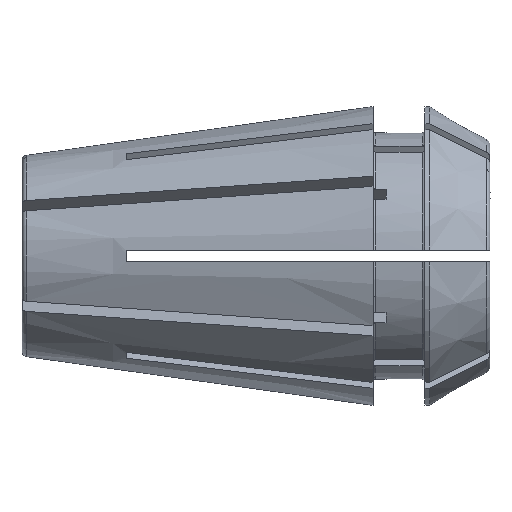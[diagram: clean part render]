
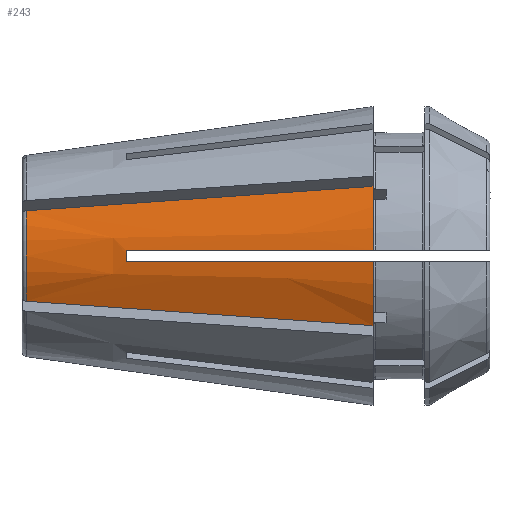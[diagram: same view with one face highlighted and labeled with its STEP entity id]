
A CAD part, front view. The second image highlights one B-rep face of the part: STEP entity #243.
In plain terms, the highlighted conical face has half-angle 8 degrees and reference radius 5.718 mm.
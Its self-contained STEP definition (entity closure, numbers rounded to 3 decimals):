
#243 = ADVANCED_FACE( '', ( #605 ), #606, .T. );
#605 = FACE_OUTER_BOUND( '', #1084, .T. );
#606 = CONICAL_SURFACE( '', #1085, 5.718, 0.14 );
#1084 = EDGE_LOOP( '', ( #1783, #1784, #1785, #1786, #1787, #1788, #1789, #1790 ) );
#1085 = AXIS2_PLACEMENT_3D( '', #1791, #1792, #1793 );
#1783 = ORIENTED_EDGE( '', *, *, #3199, .F. );
#1784 = ORIENTED_EDGE( '', *, *, #3210, .F. );
#1785 = ORIENTED_EDGE( '', *, *, #3211, .T. );
#1786 = ORIENTED_EDGE( '', *, *, #3212, .T. );
#1787 = ORIENTED_EDGE( '', *, *, #3213, .F. );
#1788 = ORIENTED_EDGE( '', *, *, #3214, .T. );
#1789 = ORIENTED_EDGE( '', *, *, #3189, .T. );
#1790 = ORIENTED_EDGE( '', *, *, #3215, .T. );
#1791 = CARTESIAN_POINT( '', ( -0.228, 0., 0. ) );
#1792 = DIRECTION( '', ( 1., 0., 0. ) );
#1793 = DIRECTION( '', ( 0., 0., -1. ) );
#3189 = EDGE_CURVE( '', #3946, #3944, #3947, .T. );
#3199 = EDGE_CURVE( '', #3961, #3963, #3964, .T. );
#3210 = EDGE_CURVE( '', #3979, #3961, #3980, .T. );
#3211 = EDGE_CURVE( '', #3979, #3981, #3982, .T. );
#3212 = EDGE_CURVE( '', #3981, #3983, #3984, .T. );
#3213 = EDGE_CURVE( '', #3985, #3983, #3986, .T. );
#3214 = EDGE_CURVE( '', #3985, #3946, #3987, .T. );
#3215 = EDGE_CURVE( '', #3944, #3963, #3988, .T. );
#3944 = VERTEX_POINT( '', #5310 );
#3946 = VERTEX_POINT( '', #5313 );
#3947 = B_SPLINE_CURVE_WITH_KNOTS( '', 3, ( #5314, #5315, #5316, #5317, #5318, #5319, #5320, #5321, #5322, #5323 ), .UNSPECIFIED., .F., .F., ( 4, 3, 3, 4 ), ( 0.007, 0.008, 0.016, 0.016 ), .UNSPECIFIED. );
#3961 = VERTEX_POINT( '', #5346 );
#3963 = VERTEX_POINT( '', #5353 );
#3964 = B_SPLINE_CURVE_WITH_KNOTS( '', 3, ( #5354, #5355, #5356, #5357, #5358, #5359, #5360 ), .UNSPECIFIED., .F., .F., ( 4, 3, 4 ), ( 0., 0.007, 0.013 ), .UNSPECIFIED. );
#3979 = VERTEX_POINT( '', #5413 );
#3980 = CIRCLE( '', #5414, 3.877 );
#3981 = VERTEX_POINT( '', #5415 );
#3982 = B_SPLINE_CURVE_WITH_KNOTS( '', 3, ( #5416, #5417, #5418, #5419, #5420, #5421, #5422 ), .UNSPECIFIED., .F., .F., ( 4, 3, 4 ), ( 0., 0.007, 0.013 ), .UNSPECIFIED. );
#3983 = VERTEX_POINT( '', #5423 );
#3984 = CIRCLE( '', #5424, 5.75 );
#3985 = VERTEX_POINT( '', #5425 );
#3986 = B_SPLINE_CURVE_WITH_KNOTS( '', 3, ( #5426, #5427, #5428, #5429, #5430, #5431, #5432, #5433, #5434, #5435 ), .UNSPECIFIED., .F., .F., ( 4, 3, 3, 4 ), ( 0.007, 0.008, 0.016, 0.016 ), .UNSPECIFIED. );
#3987 = CIRCLE( '', #5436, 4.415 );
#3988 = CIRCLE( '', #5437, 5.75 );
#5310 = CARTESIAN_POINT( '', ( 0., -5.746, 0.225 ) );
#5313 = CARTESIAN_POINT( '', ( -9.5, -4.409, 0.225 ) );
#5314 = CARTESIAN_POINT( '', ( -9.5, -4.409, 0.225 ) );
#5315 = CARTESIAN_POINT( '', ( -9.114, -4.463, 0.225 ) );
#5316 = CARTESIAN_POINT( '', ( -8.727, -4.518, 0.225 ) );
#5317 = CARTESIAN_POINT( '', ( -8.341, -4.572, 0.225 ) );
#5318 = CARTESIAN_POINT( '', ( -5.688, -4.945, 0.225 ) );
#5319 = CARTESIAN_POINT( '', ( -3.035, -5.319, 0.225 ) );
#5320 = CARTESIAN_POINT( '', ( -0.383, -5.692, 0.225 ) );
#5321 = CARTESIAN_POINT( '', ( -0.255, -5.71, 0.225 ) );
#5322 = CARTESIAN_POINT( '', ( -0.128, -5.728, 0.225 ) );
#5323 = CARTESIAN_POINT( '', ( 0., -5.746, 0.225 ) );
#5346 = CARTESIAN_POINT( '', ( -13.328, -3.464, 1.74 ) );
#5353 = CARTESIAN_POINT( '', ( 0., -5.088, 2.678 ) );
#5354 = CARTESIAN_POINT( '', ( -13.328, -3.464, 1.74 ) );
#5355 = CARTESIAN_POINT( '', ( -11.081, -3.738, 1.898 ) );
#5356 = CARTESIAN_POINT( '', ( -8.835, -4.012, 2.057 ) );
#5357 = CARTESIAN_POINT( '', ( -6.588, -4.286, 2.215 ) );
#5358 = CARTESIAN_POINT( '', ( -4.392, -4.553, 2.369 ) );
#5359 = CARTESIAN_POINT( '', ( -2.196, -4.821, 2.524 ) );
#5360 = CARTESIAN_POINT( '', ( 0., -5.088, 2.678 ) );
#5413 = CARTESIAN_POINT( '', ( -13.328, -3.464, -1.74 ) );
#5414 = AXIS2_PLACEMENT_3D( '', #6963, #6964, #6965 );
#5415 = CARTESIAN_POINT( '', ( 0., -5.088, -2.678 ) );
#5416 = CARTESIAN_POINT( '', ( -13.328, -3.464, -1.74 ) );
#5417 = CARTESIAN_POINT( '', ( -11.081, -3.738, -1.898 ) );
#5418 = CARTESIAN_POINT( '', ( -8.835, -4.012, -2.057 ) );
#5419 = CARTESIAN_POINT( '', ( -6.588, -4.286, -2.215 ) );
#5420 = CARTESIAN_POINT( '', ( -4.392, -4.553, -2.369 ) );
#5421 = CARTESIAN_POINT( '', ( -2.196, -4.821, -2.524 ) );
#5422 = CARTESIAN_POINT( '', ( 0., -5.088, -2.678 ) );
#5423 = CARTESIAN_POINT( '', ( 0., -5.746, -0.225 ) );
#5424 = AXIS2_PLACEMENT_3D( '', #6966, #6967, #6968 );
#5425 = CARTESIAN_POINT( '', ( -9.5, -4.409, -0.225 ) );
#5426 = CARTESIAN_POINT( '', ( -9.5, -4.409, -0.225 ) );
#5427 = CARTESIAN_POINT( '', ( -9.114, -4.463, -0.225 ) );
#5428 = CARTESIAN_POINT( '', ( -8.727, -4.518, -0.225 ) );
#5429 = CARTESIAN_POINT( '', ( -8.341, -4.572, -0.225 ) );
#5430 = CARTESIAN_POINT( '', ( -5.688, -4.945, -0.225 ) );
#5431 = CARTESIAN_POINT( '', ( -3.035, -5.319, -0.225 ) );
#5432 = CARTESIAN_POINT( '', ( -0.383, -5.692, -0.225 ) );
#5433 = CARTESIAN_POINT( '', ( -0.255, -5.71, -0.225 ) );
#5434 = CARTESIAN_POINT( '', ( -0.128, -5.728, -0.225 ) );
#5435 = CARTESIAN_POINT( '', ( 0., -5.746, -0.225 ) );
#5436 = AXIS2_PLACEMENT_3D( '', #6969, #6970, #6971 );
#5437 = AXIS2_PLACEMENT_3D( '', #6972, #6973, #6974 );
#6963 = CARTESIAN_POINT( '', ( -13.328, 0., 0. ) );
#6964 = DIRECTION( '', ( -1., 0., 0. ) );
#6965 = DIRECTION( '', ( 0., 0., 1. ) );
#6966 = CARTESIAN_POINT( '', ( 0., 0., 0. ) );
#6967 = DIRECTION( '', ( -1., 0., 0. ) );
#6968 = DIRECTION( '', ( 0., 0., 1. ) );
#6969 = CARTESIAN_POINT( '', ( -9.5, 0., 0. ) );
#6970 = DIRECTION( '', ( -1., 0., 0. ) );
#6971 = DIRECTION( '', ( 0., 0., 1. ) );
#6972 = CARTESIAN_POINT( '', ( 0., 0., 0. ) );
#6973 = DIRECTION( '', ( -1., 0., 0. ) );
#6974 = DIRECTION( '', ( 0., 0., 1. ) );
